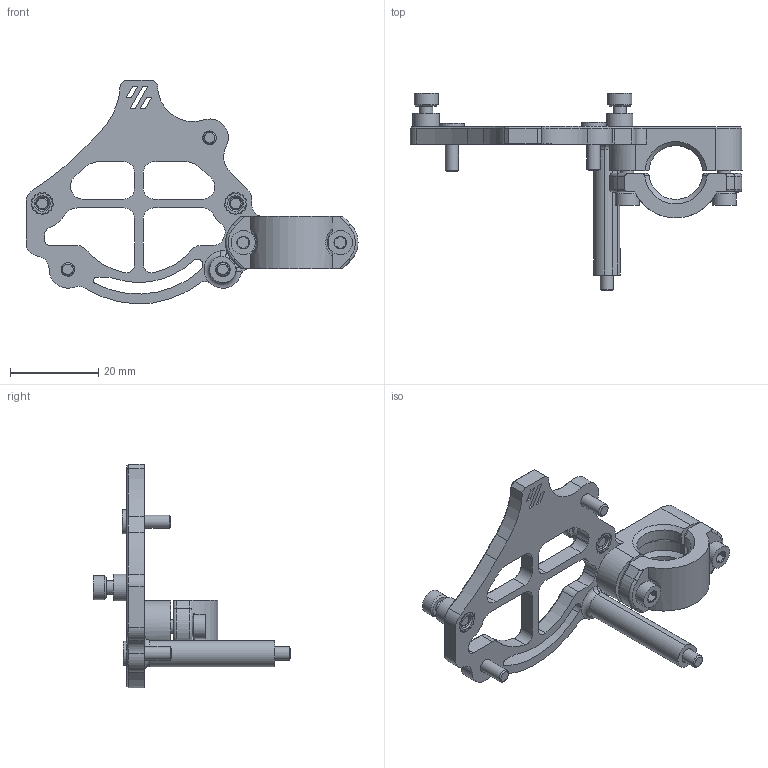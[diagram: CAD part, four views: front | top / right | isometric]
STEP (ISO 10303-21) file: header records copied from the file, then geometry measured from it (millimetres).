
FILE_DESCRIPTION(/* description */ (''),/* implementation_level */ '2;1');
FILE_NAME(/* name */ 'WWG2_NH36_PUG_mount_assembly.step',/* time_stamp */ '2024-08-09T06:49:29-05:00',/* author */ (''),/* organization */ (''),/* preprocessor_version */ 'ST-DEVELOPER v20',/* originating_system */ 'Autodesk Translation Framework v13.14.0.145',/* authorisation */ '');
FILE_SCHEMA (('AUTOMOTIVE_DESIGN { 1 0 10303 214 3 1 1 }'));
Length unit declared in the file: millimetre
Products named in the file (9): CANBoard_Mount(XOL2)_NOTAP(PUG)_nospacer; fasteners; M3x30 SHCS; (Unsaved); M3x8 SHCS; main_body; pug_front; 3mm_spacer ; 3mm_spacer
Assembly tree (16 placements, depth 3):
  CANBoard_Mount(XOL2)_NOTAP(PUG)_nospacer
    fasteners
      (Unsaved)  x4
      M3x30 SHCS
      M3x8 SHCS  x6
    main_body
    pug_front
    3mm_spacer 
    3mm_spacer
Bounding box: 75.21 x 44.8 x 50.65 mm (x, y, z)
Volume: 9142.6 mm3; surface area: 9743.6 mm2
Topology: 15 solids, 15 shells, 1020 faces, 2625 edges, 1667 vertices
Faces by surface type: bspline 330, cylinder 251, plane 242, cone 184, torus 13
Full cylindrical faces by diameter (mm): 2.9 x4, 3 x9, 3.086 x2, 3.4 x1, 4.1 x4, 4.25 x8, 4.7 x4, 5.5 x10, 6 x2
Entity records: 22194 total; most frequent: CARTESIAN_POINT 9265, ORIENTED_EDGE 2708, DIRECTION 2584, EDGE_CURVE 1354, AXIS2_PLACEMENT_3D 991, VERTEX_POINT 845, LINE 602, VECTOR 602
